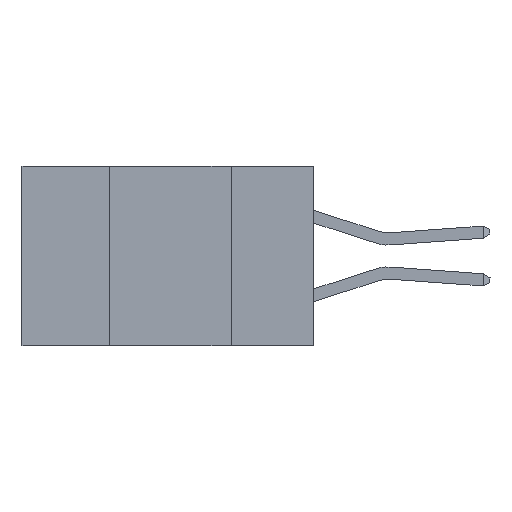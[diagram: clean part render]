
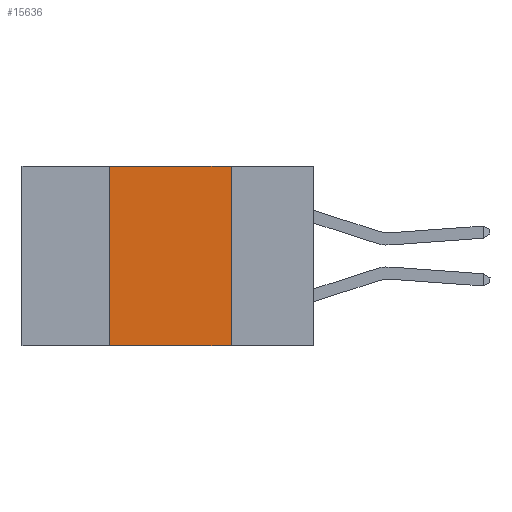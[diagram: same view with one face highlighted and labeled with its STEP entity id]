
A CAD part, left-side view. The second image highlights one B-rep face of the part: STEP entity #15636.
In plain terms, the highlighted planar face has unit normal (-1, 0, 0).
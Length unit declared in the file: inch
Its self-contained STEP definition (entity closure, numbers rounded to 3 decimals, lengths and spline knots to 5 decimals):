
#16 = EDGE_CURVE ( 'NONE', #10223, #4376, #15962, .T. ) ;
#24 = DIRECTION ( 'NONE',  ( 0., 0., -1. ) ) ;
#528 = EDGE_LOOP ( 'NONE', ( #11211, #5560, #15983, #12017 ) ) ;
#1320 = LINE ( 'NONE', #1861, #3484 ) ;
#1670 = CARTESIAN_POINT ( 'NONE',  ( 0., 0.6, 0. ) ) ;
#1861 = CARTESIAN_POINT ( 'NONE',  ( 0., 0.17, 0. ) ) ;
#2367 = CARTESIAN_POINT ( 'NONE',  ( 0., 0.6, 0. ) ) ;
#2597 = CARTESIAN_POINT ( 'NONE',  ( 0., 0.6, -0.37 ) ) ;
#3484 = VECTOR ( 'NONE', #9986, 39.37008 ) ;
#4012 = VECTOR ( 'NONE', #6952, 39.37008 ) ;
#4376 = VERTEX_POINT ( 'NONE', #15236 ) ;
#5560 = ORIENTED_EDGE ( 'NONE', *, *, #16, .F. ) ;
#5780 = AXIS2_PLACEMENT_3D ( 'NONE', #2367, #13625, #24 ) ;
#5986 = EDGE_CURVE ( 'NONE', #15934, #9533, #9826, .T. ) ;
#6952 = DIRECTION ( 'NONE',  ( 0., 0., 1. ) ) ;
#7390 = DIRECTION ( 'NONE',  ( 0., -1., 0. ) ) ;
#8078 = VECTOR ( 'NONE', #7390, 39.37008 ) ;
#8874 = CARTESIAN_POINT ( 'NONE',  ( 0., 0.42, 0. ) ) ;
#9524 = DIRECTION ( 'NONE',  ( 0., -1., 0. ) ) ;
#9533 = VERTEX_POINT ( 'NONE', #10647 ) ;
#9826 = LINE ( 'NONE', #2597, #8078 ) ;
#9986 = DIRECTION ( 'NONE',  ( 0., 0., -1. ) ) ;
#10223 = VERTEX_POINT ( 'NONE', #8874 ) ;
#10521 = EDGE_CURVE ( 'NONE', #4376, #9533, #1320, .T. ) ;
#10647 = CARTESIAN_POINT ( 'NONE',  ( 0., 0.17, -0.37 ) ) ;
#10707 = FACE_OUTER_BOUND ( 'NONE', #528, .T. ) ;
#11014 = EDGE_CURVE ( 'NONE', #15934, #10223, #14743, .T. ) ;
#11211 = ORIENTED_EDGE ( 'NONE', *, *, #10521, .F. ) ;
#11233 = VECTOR ( 'NONE', #9524, 39.37008 ) ;
#11730 = CARTESIAN_POINT ( 'NONE',  ( 0., 0.42, -0.37 ) ) ;
#12017 = ORIENTED_EDGE ( 'NONE', *, *, #5986, .T. ) ;
#13130 = CARTESIAN_POINT ( 'NONE',  ( 0., 0.42, 0. ) ) ;
#13625 = DIRECTION ( 'NONE',  ( 1., 0., 0. ) ) ;
#14743 = LINE ( 'NONE', #13130, #4012 ) ;
#14790 = PLANE ( 'NONE',  #5780 ) ;
#15236 = CARTESIAN_POINT ( 'NONE',  ( 0., 0.17, 0. ) ) ;
#15636 = ADVANCED_FACE ( 'NONE', ( #10707 ), #14790, .F. ) ;
#15934 = VERTEX_POINT ( 'NONE', #11730 ) ;
#15962 = LINE ( 'NONE', #1670, #11233 ) ;
#15983 = ORIENTED_EDGE ( 'NONE', *, *, #11014, .F. ) ;
